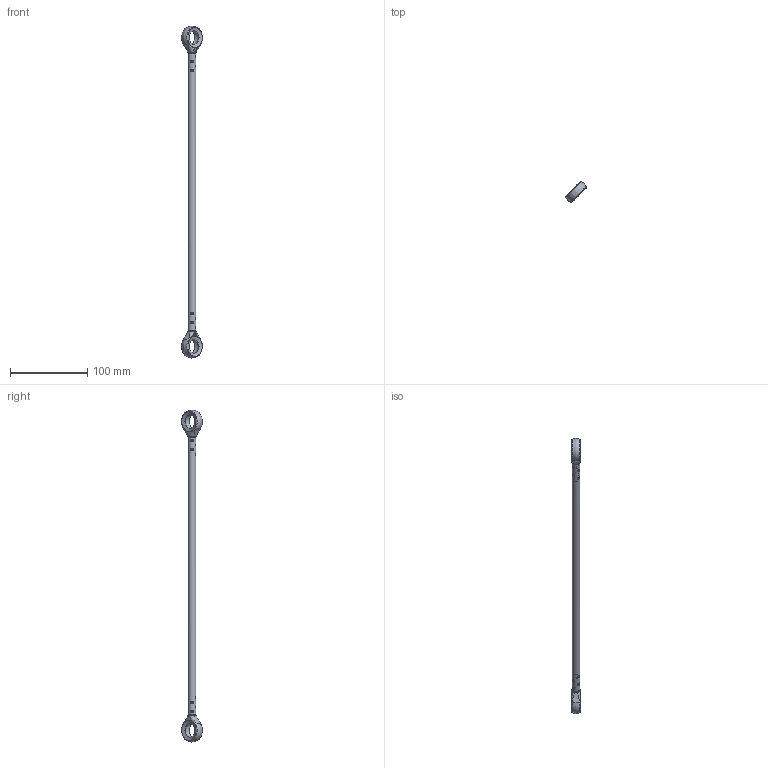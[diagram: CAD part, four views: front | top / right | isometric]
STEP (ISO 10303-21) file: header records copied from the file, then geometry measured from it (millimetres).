
FILE_DESCRIPTION(/* description */ (''),/* implementation_level */ '2;1');
FILE_NAME(/* name */ 'ArmSimplyfied.stp',/* time_stamp */ '2023-05-06T11:05:03+02:00',/* author */ ('Serafin Kollegger'),/* organization */ (''),/* preprocessor_version */ 'ST-DEVELOPER v19',/* originating_system */ 'Autodesk Inventor 2023',/* authorisation */ '');
FILE_SCHEMA (('AUTOMOTIVE_DESIGN { 1 0 10303 214 3 1 1 }'));
Length unit declared in the file: millimetre
Products named in the file (1): ArmSimplyfied
Bounding box: 26.54 x 26.54 x 430 mm (x, y, z)
Volume: 22034.9 mm3; surface area: 24465.2 mm2
Topology: 1 solids, 18 shells, 230 faces, 474 edges, 292 vertices
Faces by surface type: cylinder 82, plane 70, bspline 66, cone 6, torus 4, sphere 2
Full cylindrical faces by diameter (mm): 8 x1, 10 x1
Entity records: 22627 total; most frequent: CARTESIAN_POINT 17873, ORIENTED_EDGE 940, DIRECTION 814, EDGE_CURVE 470, AXIS2_PLACEMENT_3D 311, VERTEX_POINT 292, EDGE_LOOP 250, STYLED_ITEM 231
